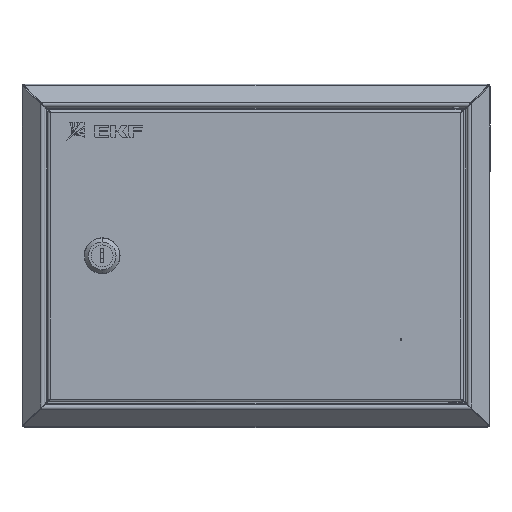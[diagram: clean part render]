
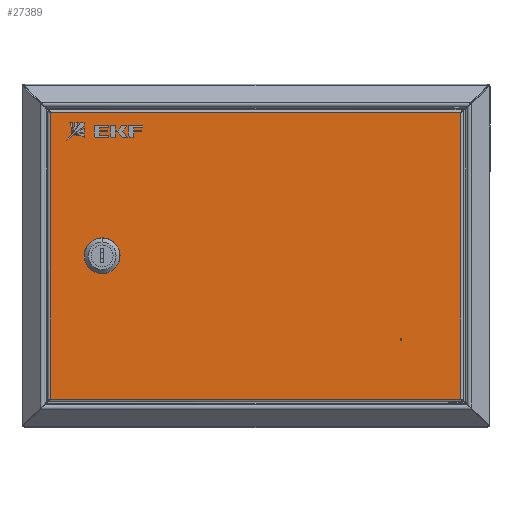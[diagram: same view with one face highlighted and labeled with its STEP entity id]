
A CAD part, top view. The second image highlights one B-rep face of the part: STEP entity #27389.
In plain terms, the highlighted planar face has unit normal (0, 0, 1).
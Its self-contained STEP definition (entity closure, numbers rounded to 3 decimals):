
#1394 = DIRECTION ( 'NONE',  ( 0., 1., 0. ) ) ;
#1880 = CARTESIAN_POINT ( 'NONE',  ( 1.7, 1.7, 0. ) ) ;
#1975 = DIRECTION ( 'NONE',  ( 0., 0., 1. ) ) ;
#2153 = CARTESIAN_POINT ( 'NONE',  ( 226.16, 40., 0. ) ) ;
#2189 = CARTESIAN_POINT ( 'NONE',  ( 43.5, 97.279, 0. ) ) ;
#2423 = VERTEX_POINT ( 'NONE', #26025 ) ;
#2427 = ORIENTED_EDGE ( 'NONE', *, *, #12787, .T. ) ;
#2923 = VECTOR ( 'NONE', #22441, 1000. ) ;
#3294 = CARTESIAN_POINT ( 'NONE',  ( 226.66, 40., 0. ) ) ;
#3328 = LINE ( 'NONE', #20241, #27840 ) ;
#3687 = CARTESIAN_POINT ( 'NONE',  ( 226.66, 40., 0. ) ) ;
#3956 = EDGE_CURVE ( 'NONE', #15054, #14335, #3328, .T. ) ;
#4340 = VERTEX_POINT ( 'NONE', #2153 ) ;
#4658 = ORIENTED_EDGE ( 'NONE', *, *, #10862, .T. ) ;
#4848 = ORIENTED_EDGE ( 'NONE', *, *, #26308, .T. ) ;
#4979 = EDGE_CURVE ( 'NONE', #28213, #20508, #27441, .T. ) ;
#5286 = CARTESIAN_POINT ( 'NONE',  ( 0.877, 1.7, 0. ) ) ;
#5723 = DIRECTION ( 'NONE',  ( -1., 0., 0. ) ) ;
#5854 = CIRCLE ( 'NONE', #22669, 0.5 ) ;
#6100 = DIRECTION ( 'NONE',  ( -1., 0., 0. ) ) ;
#6509 = PLANE ( 'NONE',  #14633 ) ;
#7646 = FACE_BOUND ( 'NONE', #10486, .T. ) ;
#8081 = LINE ( 'NONE', #30074, #31078 ) ;
#8502 = ORIENTED_EDGE ( 'NONE', *, *, #3956, .F. ) ;
#8599 = CIRCLE ( 'NONE', #16250, 0.5 ) ;
#8978 = CARTESIAN_POINT ( 'NONE',  ( 0., 0., 0. ) ) ;
#9609 = LINE ( 'NONE', #18795, #27639 ) ;
#10374 = EDGE_CURVE ( 'NONE', #2423, #14624, #23605, .T. ) ;
#10458 = DIRECTION ( 'NONE',  ( 0., -1., 0. ) ) ;
#10486 = EDGE_LOOP ( 'NONE', ( #4658, #17488 ) ) ;
#10862 = EDGE_CURVE ( 'NONE', #4340, #28301, #8599, .T. ) ;
#11272 = EDGE_CURVE ( 'NONE', #20508, #25976, #25466, .T. ) ;
#11308 = VECTOR ( 'NONE', #1394, 1000. ) ;
#11585 = EDGE_LOOP ( 'NONE', ( #24392, #23482, #4848, #2427 ) ) ;
#11695 = EDGE_CURVE ( 'NONE', #28301, #4340, #5854, .T. ) ;
#11950 = AXIS2_PLACEMENT_3D ( 'NONE', #27764, #13070, #30237 ) ;
#12787 = EDGE_CURVE ( 'NONE', #20905, #28213, #8081, .T. ) ;
#13070 = DIRECTION ( 'NONE',  ( 0., 0., 1. ) ) ;
#13109 = CARTESIAN_POINT ( 'NONE',  ( 26.5, 89.981, 0. ) ) ;
#13472 = CARTESIAN_POINT ( 'NONE',  ( 264.96, 1.7, 0. ) ) ;
#13574 = CARTESIAN_POINT ( 'NONE',  ( 43.5, 97.279, 0. ) ) ;
#14335 = VERTEX_POINT ( 'NONE', #13109 ) ;
#14424 = EDGE_LOOP ( 'NONE', ( #8502, #24644, #28690, #29990 ) ) ;
#14536 = CIRCLE ( 'NONE', #11950, 9.25 ) ;
#14624 = VERTEX_POINT ( 'NONE', #2189 ) ;
#14633 = AXIS2_PLACEMENT_3D ( 'NONE', #8978, #31055, #16366 ) ;
#14808 = AXIS2_PLACEMENT_3D ( 'NONE', #16603, #1975, #19071 ) ;
#15054 = VERTEX_POINT ( 'NONE', #29513 ) ;
#16250 = AXIS2_PLACEMENT_3D ( 'NONE', #3687, #20776, #6100 ) ;
#16366 = DIRECTION ( 'NONE',  ( -1., 0., 0. ) ) ;
#16442 = CIRCLE ( 'NONE', #14808, 9.25 ) ;
#16603 = CARTESIAN_POINT ( 'NONE',  ( 35., 93.63, 0. ) ) ;
#16730 = CARTESIAN_POINT ( 'NONE',  ( 227.16, 40., 0. ) ) ;
#17488 = ORIENTED_EDGE ( 'NONE', *, *, #11695, .T. ) ;
#17751 = DIRECTION ( 'NONE',  ( 0., 1., 0. ) ) ;
#18795 = CARTESIAN_POINT ( 'NONE',  ( 265.783, 185.56, 0. ) ) ;
#18920 = VECTOR ( 'NONE', #17751, 1000. ) ;
#19071 = DIRECTION ( 'NONE',  ( 1., 0., 0. ) ) ;
#19878 = FACE_OUTER_BOUND ( 'NONE', #11585, .T. ) ;
#20110 = EDGE_CURVE ( 'NONE', #14335, #2423, #16442, .T. ) ;
#20241 = CARTESIAN_POINT ( 'NONE',  ( 26.5, 97.279, 0. ) ) ;
#20394 = DIRECTION ( 'NONE',  ( 0., 0., -1. ) ) ;
#20508 = VERTEX_POINT ( 'NONE', #13472 ) ;
#20776 = DIRECTION ( 'NONE',  ( 0., 0., -1. ) ) ;
#20905 = VERTEX_POINT ( 'NONE', #29550 ) ;
#21267 = DIRECTION ( 'NONE',  ( -1., 0., 0. ) ) ;
#22441 = DIRECTION ( 'NONE',  ( 1., 0., 0. ) ) ;
#22669 = AXIS2_PLACEMENT_3D ( 'NONE', #3294, #20394, #5723 ) ;
#23482 = ORIENTED_EDGE ( 'NONE', *, *, #11272, .T. ) ;
#23605 = LINE ( 'NONE', #13574, #11308 ) ;
#24392 = ORIENTED_EDGE ( 'NONE', *, *, #4979, .T. ) ;
#24644 = ORIENTED_EDGE ( 'NONE', *, *, #27148, .F. ) ;
#25067 = CARTESIAN_POINT ( 'NONE',  ( 264.96, 0.877, 0. ) ) ;
#25466 = LINE ( 'NONE', #25067, #18920 ) ;
#25663 = FACE_BOUND ( 'NONE', #14424, .T. ) ;
#25976 = VERTEX_POINT ( 'NONE', #29893 ) ;
#26025 = CARTESIAN_POINT ( 'NONE',  ( 43.5, 89.981, 0. ) ) ;
#26308 = EDGE_CURVE ( 'NONE', #25976, #20905, #9609, .T. ) ;
#27148 = EDGE_CURVE ( 'NONE', #14624, #15054, #14536, .T. ) ;
#27389 = ADVANCED_FACE ( 'NONE', ( #7646, #25663, #19878 ), #6509, .F. ) ;
#27441 = LINE ( 'NONE', #5286, #2923 ) ;
#27639 = VECTOR ( 'NONE', #21267, 1000. ) ;
#27660 = DIRECTION ( 'NONE',  ( 0., -1., 0. ) ) ;
#27764 = CARTESIAN_POINT ( 'NONE',  ( 35., 93.63, 0. ) ) ;
#27840 = VECTOR ( 'NONE', #27660, 1000. ) ;
#28213 = VERTEX_POINT ( 'NONE', #1880 ) ;
#28301 = VERTEX_POINT ( 'NONE', #16730 ) ;
#28690 = ORIENTED_EDGE ( 'NONE', *, *, #10374, .F. ) ;
#29513 = CARTESIAN_POINT ( 'NONE',  ( 26.5, 97.279, 0. ) ) ;
#29550 = CARTESIAN_POINT ( 'NONE',  ( 1.7, 185.56, 0. ) ) ;
#29893 = CARTESIAN_POINT ( 'NONE',  ( 264.96, 185.56, 0. ) ) ;
#29990 = ORIENTED_EDGE ( 'NONE', *, *, #20110, .F. ) ;
#30074 = CARTESIAN_POINT ( 'NONE',  ( 1.7, 186.383, 0. ) ) ;
#30237 = DIRECTION ( 'NONE',  ( 1., 0., 0. ) ) ;
#31055 = DIRECTION ( 'NONE',  ( 0., 0., -1. ) ) ;
#31078 = VECTOR ( 'NONE', #10458, 1000. ) ;
